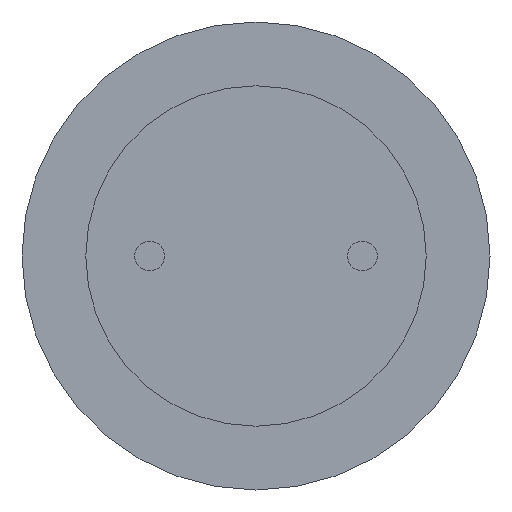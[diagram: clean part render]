
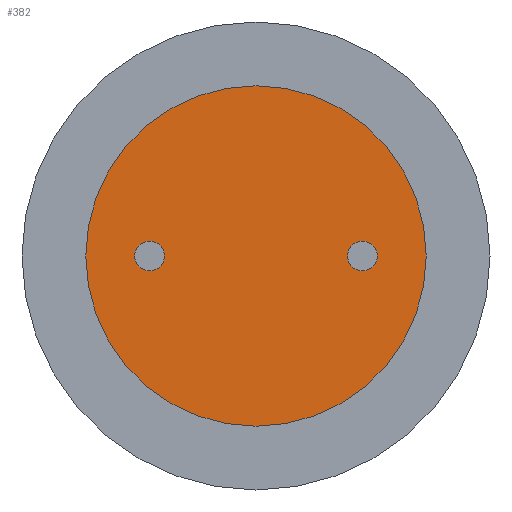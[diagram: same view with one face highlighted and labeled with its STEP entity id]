
A CAD part, front view. The second image highlights one B-rep face of the part: STEP entity #382.
In plain terms, the highlighted planar face has unit normal (0, -1, 0).
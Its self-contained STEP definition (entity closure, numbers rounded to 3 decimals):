
#95=CARTESIAN_POINT('',(0.,0.,0.));
#96=DIRECTION('',(0.,1.,0.));
#97=DIRECTION('',(1.,0.,0.));
#98=AXIS2_PLACEMENT_3D('',#95,#96,#97);
#100=CARTESIAN_POINT('',(0.,0.,0.));
#101=DIRECTION('',(0.,1.,0.));
#102=DIRECTION('',(-1.,0.,0.));
#103=AXIS2_PLACEMENT_3D('',#100,#101,#102);
#105=CARTESIAN_POINT('',(-2.5,0.,0.));
#106=DIRECTION('',(0.,1.,0.));
#107=DIRECTION('',(0.,0.,-1.));
#108=AXIS2_PLACEMENT_3D('',#105,#106,#107);
#110=CARTESIAN_POINT('',(-2.5,0.,0.));
#111=DIRECTION('',(0.,1.,0.));
#112=DIRECTION('',(0.,0.,1.));
#113=AXIS2_PLACEMENT_3D('',#110,#111,#112);
#115=CARTESIAN_POINT('',(2.5,0.,0.));
#116=DIRECTION('',(0.,1.,0.));
#117=DIRECTION('',(0.,0.,-1.));
#118=AXIS2_PLACEMENT_3D('',#115,#116,#117);
#120=CARTESIAN_POINT('',(2.5,0.,0.));
#121=DIRECTION('',(0.,1.,0.));
#122=DIRECTION('',(0.,0.,1.));
#123=AXIS2_PLACEMENT_3D('',#120,#121,#122);
#169=CARTESIAN_POINT('',(4.,0.,0.));
#170=CARTESIAN_POINT('',(-4.,0.,0.));
#171=VERTEX_POINT('',#169);
#172=VERTEX_POINT('',#170);
#189=CARTESIAN_POINT('',(-2.5,0.,-0.35));
#190=CARTESIAN_POINT('',(-2.5,0.,0.35));
#191=VERTEX_POINT('',#189);
#192=VERTEX_POINT('',#190);
#193=CARTESIAN_POINT('',(2.5,0.,-0.35));
#194=CARTESIAN_POINT('',(2.5,0.,0.35));
#195=VERTEX_POINT('',#193);
#196=VERTEX_POINT('',#194);
#361=CARTESIAN_POINT('',(0.,0.,0.));
#362=DIRECTION('',(0.,1.,0.));
#363=DIRECTION('',(1.,0.,0.));
#364=AXIS2_PLACEMENT_3D('',#361,#362,#363);
#365=PLANE('',#364);
#366=ORIENTED_EDGE('',*,*,#341,.T.);
#367=ORIENTED_EDGE('',*,*,#355,.T.);
#368=EDGE_LOOP('',(#366,#367));
#369=FACE_OUTER_BOUND('',#368,.F.);
#371=ORIENTED_EDGE('',*,*,#370,.F.);
#373=ORIENTED_EDGE('',*,*,#372,.F.);
#374=EDGE_LOOP('',(#371,#373));
#375=FACE_BOUND('',#374,.F.);
#377=ORIENTED_EDGE('',*,*,#376,.F.);
#379=ORIENTED_EDGE('',*,*,#378,.F.);
#380=EDGE_LOOP('',(#377,#379));
#381=FACE_BOUND('',#380,.F.);
#99=CIRCLE('',#98,4.);
#104=CIRCLE('',#103,4.);
#109=CIRCLE('',#108,0.35);
#114=CIRCLE('',#113,0.35);
#119=CIRCLE('',#118,0.35);
#124=CIRCLE('',#123,0.35);
#341=EDGE_CURVE('',#171,#172,#99,.T.);
#355=EDGE_CURVE('',#172,#171,#104,.T.);
#370=EDGE_CURVE('',#191,#192,#109,.T.);
#372=EDGE_CURVE('',#192,#191,#114,.T.);
#376=EDGE_CURVE('',#195,#196,#119,.T.);
#378=EDGE_CURVE('',#196,#195,#124,.T.);
#382=ADVANCED_FACE('',(#369,#375,#381),#365,.F.);
